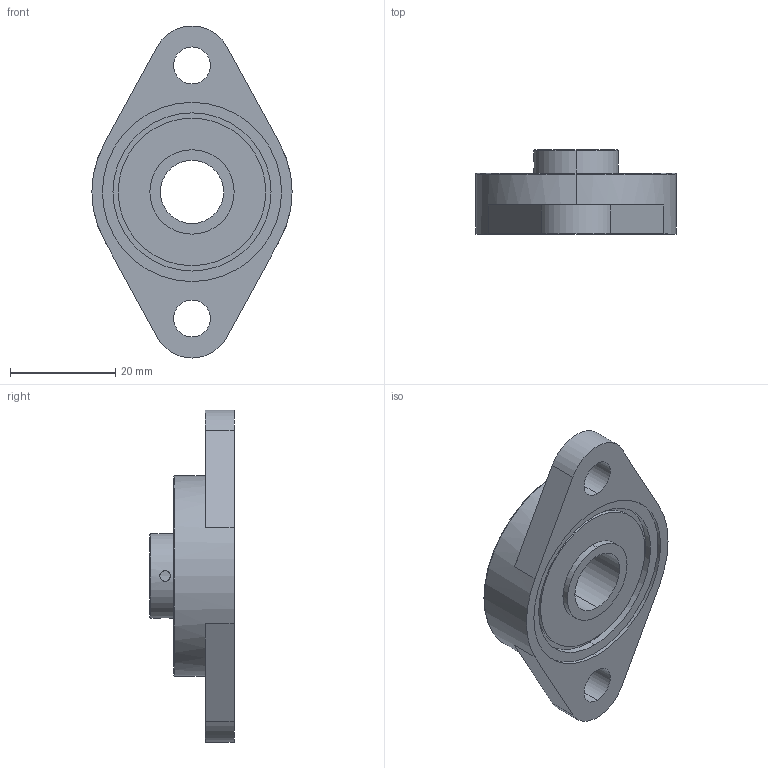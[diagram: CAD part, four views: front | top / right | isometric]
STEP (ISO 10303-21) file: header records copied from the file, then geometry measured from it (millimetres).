
FILE_DESCRIPTION (( 'STEP AP203' ), '1' );
FILE_NAME ('KFL001 block flange ball bearing 12 diameter shaft.STEP', '2021-09-10T21:06:04', ( '' ), ( '' ), 'SwSTEP 2.0', 'SolidWorks 2018', '' );
FILE_SCHEMA (( 'CONFIG_CONTROL_DESIGN' ));
Length unit declared in the file: millimetre
Products named in the file (1): KFL001 block flange ball bearing 12 diameter shaft
Bounding box: 38 x 16 x 62.97 mm (x, y, z)
Volume: 12782.5 mm3; surface area: 5935.6 mm2
Topology: 1 solids, 1 shells, 57 faces, 137 edges, 88 vertices
Faces by surface type: cylinder 29, plane 16, torus 12
Entity records: 1900 total; most frequent: CARTESIAN_POINT 419, DIRECTION 321, ORIENTED_EDGE 274, AXIS2_PLACEMENT_3D 138, EDGE_CURVE 137, VERTEX_POINT 88, CIRCLE 80, EDGE_LOOP 73
